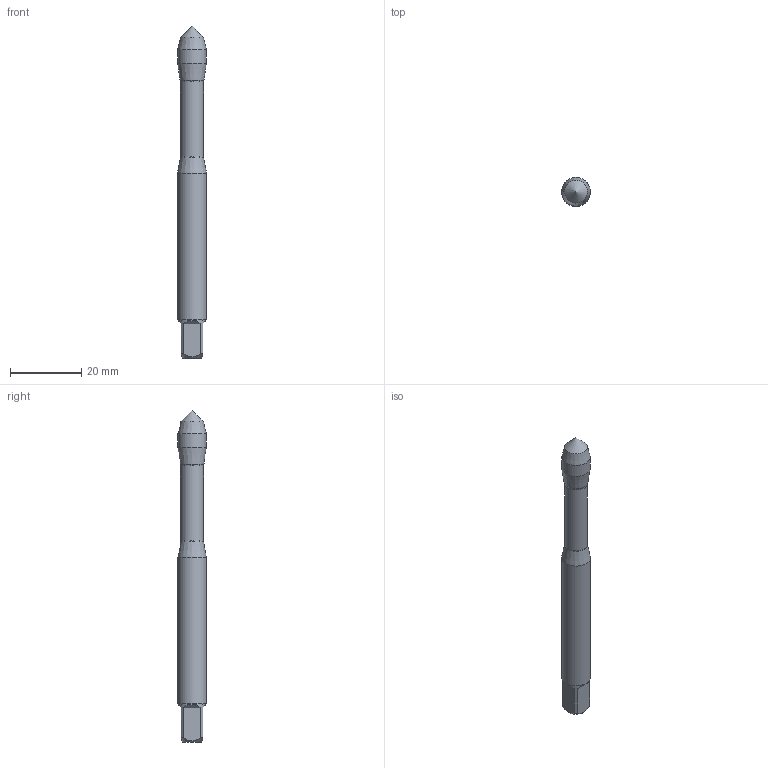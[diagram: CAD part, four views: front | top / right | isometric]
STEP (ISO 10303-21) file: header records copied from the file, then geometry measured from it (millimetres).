
FILE_DESCRIPTION(/* description */ (''),/* implementation_level */ '2;1');
FILE_NAME(/* name */ 'd604_20220107_072416_tb_1.stp',/* time_stamp */ '2022-01-07T07:25:33+01:00',/* author */ (''),/* organization */ ('SMS'),/* preprocessor_version */ 'ST-DEVELOPER v16.7',/* originating_system */ 'SIEMENS PLM Software NX 12.0',/* authorisation */ '');
FILE_SCHEMA (('AUTOMOTIVE_DESIGN { 1 0 10303 214 3 1 1 1 }'));
Length unit declared in the file: millimetre
Products named in the file (1): D604_20220107_072416_TB_1
Bounding box: 8.08 x 8.08 x 93.22 mm (x, y, z)
Volume: 3966.6 mm3; surface area: 2198.4 mm2
Topology: 1 solids, 1 shells, 21 faces, 101 edges, 134 vertices
Faces by surface type: plane 9, cone 6, cylinder 4, torus 2
Full cylindrical faces by diameter (mm): 6.461 x1, 7.754 x1, 8.033 x1, 8.077 x1
Entity records: 1015 total; most frequent: CARTESIAN_POINT 158, DIRECTION 140, ORIENTED_EDGE 70, LINE 58, VECTOR 58, STYLED_ITEM 54, PRESENTATION_STYLE_ASSIGNMENT 54, CURVE_STYLE 46
